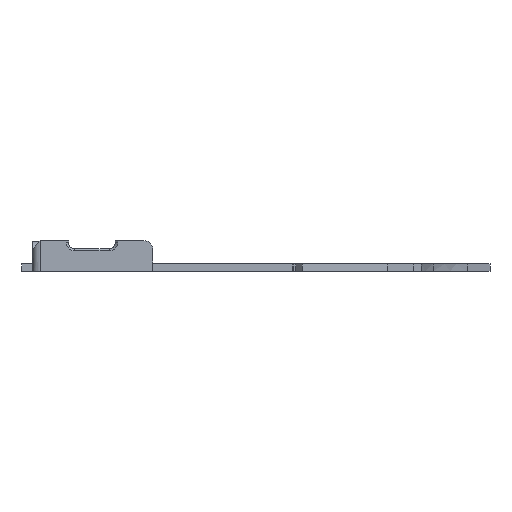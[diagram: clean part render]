
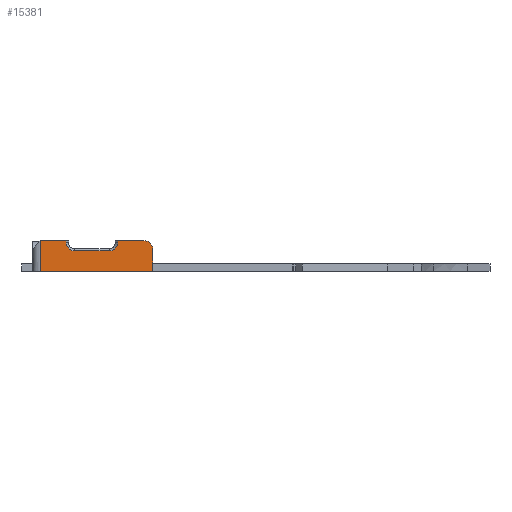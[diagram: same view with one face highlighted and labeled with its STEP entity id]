
A CAD part, left-side view. The second image highlights one B-rep face of the part: STEP entity #15381.
In plain terms, the highlighted planar face has unit normal (-1, 0, 0).
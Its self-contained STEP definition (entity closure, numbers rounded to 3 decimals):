
#1849=FACE_OUTER_BOUND('',#2670,.T.);
#2670=EDGE_LOOP('',(#13921,#13922,#13923,#13924,#13925,#13926,#13927,#13928,
#13929,#13930,#13931,#13932));
#2767=CIRCLE('',#15916,1.8);
#2768=CIRCLE('',#15917,1.7);
#2769=CIRCLE('',#15918,1.7);
#4186=LINE('',#27654,#5727);
#4220=LINE('',#27752,#5761);
#4221=LINE('',#27756,#5762);
#4222=LINE('',#27760,#5763);
#4223=LINE('',#27762,#5764);
#4224=LINE('',#27766,#5765);
#4225=LINE('',#27770,#5766);
#4226=LINE('',#27772,#5767);
#4227=LINE('',#27773,#5768);
#5727=VECTOR('',#18280,10.);
#5761=VECTOR('',#18360,10.);
#5762=VECTOR('',#18365,10.);
#5763=VECTOR('',#18368,10.);
#5764=VECTOR('',#18369,10.);
#5765=VECTOR('',#18372,10.);
#5766=VECTOR('',#18375,10.);
#5767=VECTOR('',#18376,10.);
#5768=VECTOR('',#18377,10.);
#7295=VERTEX_POINT('',#27651);
#7296=VERTEX_POINT('',#27653);
#7329=VERTEX_POINT('',#27751);
#7330=VERTEX_POINT('',#27755);
#7331=VERTEX_POINT('',#27757);
#7332=VERTEX_POINT('',#27759);
#7333=VERTEX_POINT('',#27761);
#7334=VERTEX_POINT('',#27763);
#7335=VERTEX_POINT('',#27765);
#7336=VERTEX_POINT('',#27767);
#7337=VERTEX_POINT('',#27769);
#7338=VERTEX_POINT('',#27771);
#9509=EDGE_CURVE('',#7295,#7296,#4186,.T.);
#9555=EDGE_CURVE('',#7296,#7329,#4220,.T.);
#9557=EDGE_CURVE('',#7330,#7295,#4221,.T.);
#9558=EDGE_CURVE('',#7330,#7331,#2767,.T.);
#9559=EDGE_CURVE('',#7332,#7331,#4222,.T.);
#9560=EDGE_CURVE('',#7333,#7332,#4223,.T.);
#9561=EDGE_CURVE('',#7334,#7333,#2768,.T.);
#9562=EDGE_CURVE('',#7335,#7334,#4224,.T.);
#9563=EDGE_CURVE('',#7336,#7335,#2769,.T.);
#9564=EDGE_CURVE('',#7337,#7336,#4225,.T.);
#9565=EDGE_CURVE('',#7338,#7337,#4226,.T.);
#9566=EDGE_CURVE('',#7338,#7329,#4227,.T.);
#13921=ORIENTED_EDGE('',*,*,#9555,.F.);
#13922=ORIENTED_EDGE('',*,*,#9509,.F.);
#13923=ORIENTED_EDGE('',*,*,#9557,.F.);
#13924=ORIENTED_EDGE('',*,*,#9558,.T.);
#13925=ORIENTED_EDGE('',*,*,#9559,.F.);
#13926=ORIENTED_EDGE('',*,*,#9560,.F.);
#13927=ORIENTED_EDGE('',*,*,#9561,.F.);
#13928=ORIENTED_EDGE('',*,*,#9562,.F.);
#13929=ORIENTED_EDGE('',*,*,#9563,.F.);
#13930=ORIENTED_EDGE('',*,*,#9564,.F.);
#13931=ORIENTED_EDGE('',*,*,#9565,.F.);
#13932=ORIENTED_EDGE('',*,*,#9566,.T.);
#14622=PLANE('',#15915);
#15381=ADVANCED_FACE('',(#1849),#14622,.T.);
#15915=AXIS2_PLACEMENT_3D('',#27754,#18363,#18364);
#15916=AXIS2_PLACEMENT_3D('',#27758,#18366,#18367);
#15917=AXIS2_PLACEMENT_3D('',#27764,#18370,#18371);
#15918=AXIS2_PLACEMENT_3D('',#27768,#18373,#18374);
#18280=DIRECTION('',(0.,1.,0.));
#18360=DIRECTION('',(0.,0.,1.));
#18363=DIRECTION('center_axis',(-1.,0.,0.));
#18364=DIRECTION('ref_axis',(0.,0.,-1.));
#18365=DIRECTION('',(0.,0.,-1.));
#18366=DIRECTION('center_axis',(-1.,0.,0.));
#18367=DIRECTION('ref_axis',(0.,-1.,0.));
#18368=DIRECTION('',(0.,-1.,0.));
#18369=DIRECTION('',(0.,0.,1.));
#18370=DIRECTION('center_axis',(-1.,0.,0.));
#18371=DIRECTION('ref_axis',(0.,0.,-1.));
#18372=DIRECTION('',(0.,-1.,0.));
#18373=DIRECTION('center_axis',(-1.,0.,0.));
#18374=DIRECTION('ref_axis',(0.,1.,0.));
#18375=DIRECTION('',(0.,0.,-1.));
#18376=DIRECTION('',(0.,-1.,0.));
#18377=DIRECTION('',(0.,0.826,-0.563));
#27651=CARTESIAN_POINT('',(28.638,-71.9,-2.));
#27653=CARTESIAN_POINT('',(28.638,-49.155,-2.));
#27654=CARTESIAN_POINT('',(28.638,-71.9,-2.));
#27751=CARTESIAN_POINT('',(28.638,-49.155,4.117));
#27752=CARTESIAN_POINT('',(28.638,-49.155,1.875));
#27754=CARTESIAN_POINT('Origin',(28.638,-47.655,-0.5));
#27755=CARTESIAN_POINT('',(28.638,-71.9,2.395));
#27756=CARTESIAN_POINT('',(28.638,-71.9,2.395));
#27757=CARTESIAN_POINT('',(28.638,-70.1,4.195));
#27758=CARTESIAN_POINT('Origin',(28.638,-70.1,2.395));
#27759=CARTESIAN_POINT('',(28.638,-64.8,4.195));
#27760=CARTESIAN_POINT('',(28.638,-49.155,4.195));
#27761=CARTESIAN_POINT('',(28.638,-64.8,3.81));
#27762=CARTESIAN_POINT('',(28.638,-64.8,2.24));
#27763=CARTESIAN_POINT('',(28.638,-63.1,2.11));
#27764=CARTESIAN_POINT('Origin',(28.638,-63.1,3.81));
#27765=CARTESIAN_POINT('',(28.638,-56.1,2.11));
#27766=CARTESIAN_POINT('',(28.638,-55.378,2.11));
#27767=CARTESIAN_POINT('',(28.638,-54.4,3.81));
#27768=CARTESIAN_POINT('Origin',(28.638,-56.1,3.81));
#27769=CARTESIAN_POINT('',(28.638,-54.4,4.195));
#27770=CARTESIAN_POINT('',(28.638,-54.4,1.655));
#27771=CARTESIAN_POINT('',(28.638,-49.269,4.195));
#27772=CARTESIAN_POINT('',(28.638,-49.155,4.195));
#27773=CARTESIAN_POINT('',(28.638,-47.969,3.309));
